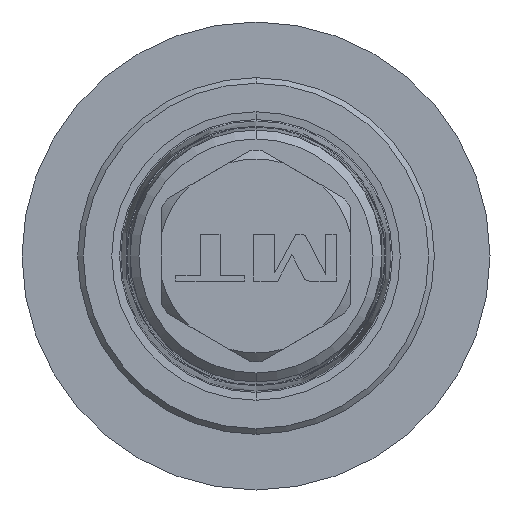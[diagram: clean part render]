
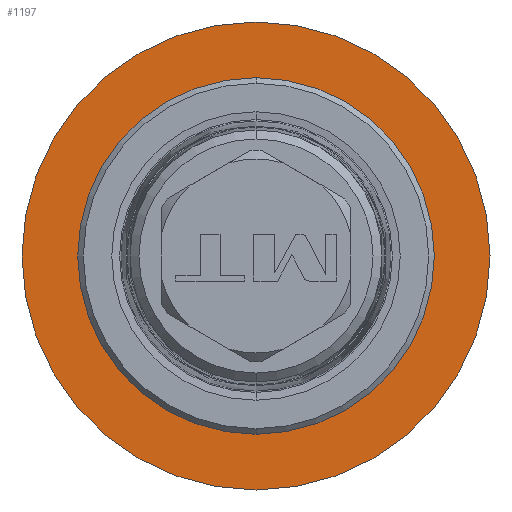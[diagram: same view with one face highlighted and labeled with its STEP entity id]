
A CAD part, front view. The second image highlights one B-rep face of the part: STEP entity #1197.
In plain terms, the highlighted planar face has unit normal (0, -1, 0).
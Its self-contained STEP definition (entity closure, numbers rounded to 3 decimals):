
#1=CARTESIAN_POINT('',(0.,11.66,0.));
#2=DIRECTION('',(0.,-1.,0.));
#3=DIRECTION('',(0.,0.,1.));
#4=AXIS2_PLACEMENT_3D('',#1,#2,#3);
#6=CARTESIAN_POINT('',(0.,11.66,0.));
#7=DIRECTION('',(0.,-1.,0.));
#8=DIRECTION('',(0.,0.,1.));
#9=AXIS2_PLACEMENT_3D('',#6,#7,#8);
#11=CARTESIAN_POINT('',(0.,11.66,0.));
#12=DIRECTION('',(0.,1.,0.));
#13=DIRECTION('',(0.,0.,1.));
#14=AXIS2_PLACEMENT_3D('',#11,#12,#13);
#80=CARTESIAN_POINT('',(0.,11.66,0.));
#81=DIRECTION('',(0.,-1.,0.));
#82=DIRECTION('',(0.,0.,-1.));
#83=AXIS2_PLACEMENT_3D('',#80,#81,#82);
#1061=CARTESIAN_POINT('',(0.,11.66,21.));
#1062=CARTESIAN_POINT('',(0.,11.66,-21.));
#1063=VERTEX_POINT('',#1061);
#1064=VERTEX_POINT('',#1062);
#1073=CARTESIAN_POINT('',(0.,11.66,16.));
#1074=CARTESIAN_POINT('',(0.,11.66,-16.));
#1075=VERTEX_POINT('',#1073);
#1076=VERTEX_POINT('',#1074);
#1181=CARTESIAN_POINT('',(0.,11.66,0.));
#1182=DIRECTION('',(0.,1.,0.));
#1183=DIRECTION('',(0.,0.,-1.));
#1184=AXIS2_PLACEMENT_3D('',#1181,#1182,#1183);
#1185=PLANE('',#1184);
#1187=ORIENTED_EDGE('',*,*,#1186,.F.);
#1189=ORIENTED_EDGE('',*,*,#1188,.T.);
#1190=EDGE_LOOP('',(#1187,#1189));
#1191=FACE_OUTER_BOUND('',#1190,.F.);
#1192=ORIENTED_EDGE('',*,*,#1170,.T.);
#1194=ORIENTED_EDGE('',*,*,#1193,.T.);
#1195=EDGE_LOOP('',(#1192,#1194));
#1196=FACE_BOUND('',#1195,.F.);
#1197=ADVANCED_FACE('',(#1191,#1196),#1185,.F.);
#5=CIRCLE('',#4,16.);
#10=CIRCLE('',#9,21.);
#15=CIRCLE('',#14,21.);
#84=CIRCLE('',#83,16.);
#1170=EDGE_CURVE('',#1075,#1076,#5,.T.);
#1186=EDGE_CURVE('',#1063,#1064,#10,.T.);
#1188=EDGE_CURVE('',#1063,#1064,#15,.T.);
#1193=EDGE_CURVE('',#1076,#1075,#84,.T.);
